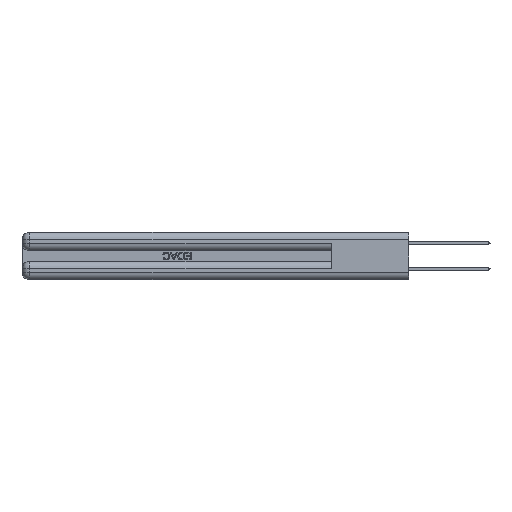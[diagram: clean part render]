
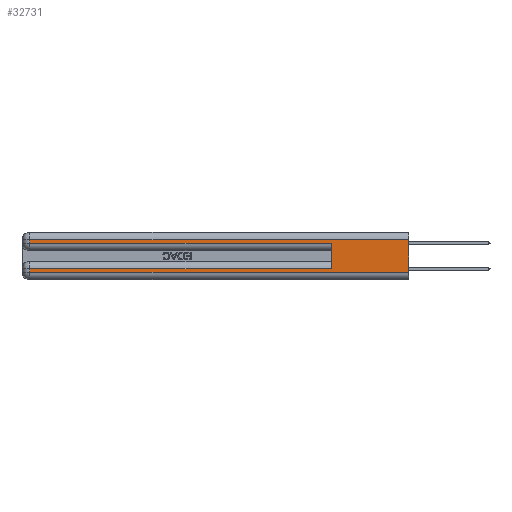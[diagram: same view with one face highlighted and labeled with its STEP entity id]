
A CAD part, left-side view. The second image highlights one B-rep face of the part: STEP entity #32731.
In plain terms, the highlighted planar face has unit normal (-1, 0, 0).
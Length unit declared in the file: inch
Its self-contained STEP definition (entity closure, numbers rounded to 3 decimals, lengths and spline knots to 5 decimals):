
#385 = CARTESIAN_POINT ( 'NONE',  ( 0., 2.94, 0.37 ) ) ;
#422 = VECTOR ( 'NONE', #29750, 39.37008 ) ;
#1124 = CARTESIAN_POINT ( 'NONE',  ( 0., 2.94, 0.285 ) ) ;
#1589 = VECTOR ( 'NONE', #19577, 39.37008 ) ;
#1860 = ORIENTED_EDGE ( 'NONE', *, *, #2737, .T. ) ;
#1902 = DIRECTION ( 'NONE',  ( 0., 0., 1. ) ) ;
#2568 = ORIENTED_EDGE ( 'NONE', *, *, #47040, .F. ) ;
#2737 = EDGE_CURVE ( 'NONE', #35618, #36226, #36988, .T. ) ;
#6416 = CARTESIAN_POINT ( 'NONE',  ( 0., 2.94, 0.085 ) ) ;
#6797 = EDGE_CURVE ( 'NONE', #33721, #45515, #8543, .T. ) ;
#8057 = VERTEX_POINT ( 'NONE', #15441 ) ;
#8169 = CARTESIAN_POINT ( 'NONE',  ( 0., 0., 0.31 ) ) ;
#8543 = LINE ( 'NONE', #8169, #9689 ) ;
#9689 = VECTOR ( 'NONE', #38249, 39.37008 ) ;
#10171 = DIRECTION ( 'NONE',  ( 0., -1., 0. ) ) ;
#11470 = CARTESIAN_POINT ( 'NONE',  ( 0., 0., 0.31 ) ) ;
#12145 = LINE ( 'NONE', #44642, #13298 ) ;
#12692 = CARTESIAN_POINT ( 'NONE',  ( 0., 0., 0.37 ) ) ;
#13298 = VECTOR ( 'NONE', #48371, 39.37008 ) ;
#15109 = ORIENTED_EDGE ( 'NONE', *, *, #25640, .T. ) ;
#15441 = CARTESIAN_POINT ( 'NONE',  ( 0., 0., 0.06 ) ) ;
#16145 = EDGE_LOOP ( 'NONE', ( #2568, #46827, #25869, #1860, #17023, #47163, #21947, #15109 ) ) ;
#16436 = DIRECTION ( 'NONE',  ( 0., 0., -1. ) ) ;
#16463 = LINE ( 'NONE', #16956, #45281 ) ;
#16956 = CARTESIAN_POINT ( 'NONE',  ( 0., 0.6, 0.145 ) ) ;
#17023 = ORIENTED_EDGE ( 'NONE', *, *, #36386, .F. ) ;
#18279 = AXIS2_PLACEMENT_3D ( 'NONE', #12692, #38997, #16436 ) ;
#19577 = DIRECTION ( 'NONE',  ( 0., 0., -1. ) ) ;
#19645 = EDGE_CURVE ( 'NONE', #23635, #23762, #21502, .T. ) ;
#19758 = CARTESIAN_POINT ( 'NONE',  ( 0., 0.6, 0.285 ) ) ;
#21502 = LINE ( 'NONE', #45718, #1589 ) ;
#21528 = LINE ( 'NONE', #25938, #422 ) ;
#21815 = CARTESIAN_POINT ( 'NONE',  ( 0., 0., 0.285 ) ) ;
#21947 = ORIENTED_EDGE ( 'NONE', *, *, #19645, .T. ) ;
#22847 = DIRECTION ( 'NONE',  ( 0., 0., -1. ) ) ;
#23174 = VERTEX_POINT ( 'NONE', #26327 ) ;
#23468 = LINE ( 'NONE', #385, #25838 ) ;
#23635 = VERTEX_POINT ( 'NONE', #6416 ) ;
#23758 = EDGE_CURVE ( 'NONE', #23174, #23635, #21528, .T. ) ;
#23762 = VERTEX_POINT ( 'NONE', #41031 ) ;
#23849 = PLANE ( 'NONE',  #18279 ) ;
#25640 = EDGE_CURVE ( 'NONE', #23762, #8057, #37851, .T. ) ;
#25838 = VECTOR ( 'NONE', #22847, 39.37008 ) ;
#25869 = ORIENTED_EDGE ( 'NONE', *, *, #27906, .T. ) ;
#25938 = CARTESIAN_POINT ( 'NONE',  ( 0., 0., 0.085 ) ) ;
#26327 = CARTESIAN_POINT ( 'NONE',  ( 0., 0.6, 0.085 ) ) ;
#27906 = EDGE_CURVE ( 'NONE', #45515, #35618, #23468, .T. ) ;
#29038 = VECTOR ( 'NONE', #10171, 39.37008 ) ;
#29750 = DIRECTION ( 'NONE',  ( 0., 1., 0. ) ) ;
#32731 = ADVANCED_FACE ( 'NONE', ( #36868 ), #23849, .F. ) ;
#32743 = CARTESIAN_POINT ( 'NONE',  ( 0., 0., 0.06 ) ) ;
#33721 = VERTEX_POINT ( 'NONE', #11470 ) ;
#35618 = VERTEX_POINT ( 'NONE', #1124 ) ;
#36226 = VERTEX_POINT ( 'NONE', #19758 ) ;
#36386 = EDGE_CURVE ( 'NONE', #23174, #36226, #16463, .T. ) ;
#36868 = FACE_OUTER_BOUND ( 'NONE', #16145, .T. ) ;
#36988 = LINE ( 'NONE', #21815, #45779 ) ;
#37851 = LINE ( 'NONE', #32743, #29038 ) ;
#38249 = DIRECTION ( 'NONE',  ( 0., 1., 0. ) ) ;
#38997 = DIRECTION ( 'NONE',  ( 1., 0., 0. ) ) ;
#40559 = DIRECTION ( 'NONE',  ( 0., -1., 0. ) ) ;
#41031 = CARTESIAN_POINT ( 'NONE',  ( 0., 2.94, 0.06 ) ) ;
#44642 = CARTESIAN_POINT ( 'NONE',  ( 0., 0., 0.37 ) ) ;
#44731 = CARTESIAN_POINT ( 'NONE',  ( 0., 2.94, 0.31 ) ) ;
#45281 = VECTOR ( 'NONE', #1902, 39.37008 ) ;
#45515 = VERTEX_POINT ( 'NONE', #44731 ) ;
#45718 = CARTESIAN_POINT ( 'NONE',  ( 0., 2.94, 0.37 ) ) ;
#45779 = VECTOR ( 'NONE', #40559, 39.37008 ) ;
#46827 = ORIENTED_EDGE ( 'NONE', *, *, #6797, .T. ) ;
#47040 = EDGE_CURVE ( 'NONE', #33721, #8057, #12145, .T. ) ;
#47163 = ORIENTED_EDGE ( 'NONE', *, *, #23758, .T. ) ;
#48371 = DIRECTION ( 'NONE',  ( 0., 0., -1. ) ) ;
